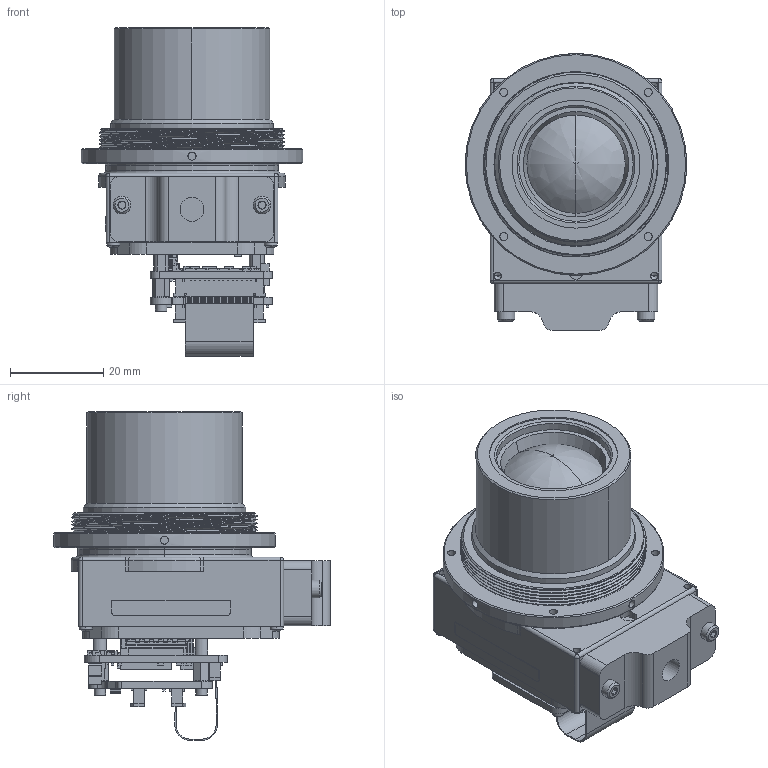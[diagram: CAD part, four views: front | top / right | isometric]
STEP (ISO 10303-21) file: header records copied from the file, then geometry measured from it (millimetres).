
FILE_DESCRIPTION (( 'STEP AP214' ), '1' );
FILE_NAME ('20-70061 Mechanical ICD, Viento HD10 MIPI, 25mm, RevA.STEP', '2024-06-24T20:59:46', ( '' ), ( '' ), 'SwSTEP 2.0', 'SolidWorks 2023', '' );
FILE_SCHEMA (( 'AUTOMOTIVE_DESIGN' ));
Length unit declared in the file: millimetre
Products named in the file (1): 20-70061 Mechanical ICD, Viento HD10 MIPI, 25mm, RevA
Bounding box: 47.5 x 59.28 x 70.45 mm (x, y, z)
Volume: 58109.3 mm3; surface area: 27724.9 mm2
Topology: 13 solids, 17 shells, 2895 faces, 7918 edges, 5207 vertices
Faces by surface type: plane 2262, cylinder 449, cone 103, bspline 42, torus 27, sphere 12
Full cylindrical faces by diameter (mm): 0.203 x3, 0.432 x7, 0.508 x2, 0.6 x6, 0.75 x2, 0.864 x3, 1.112 x2, 1.2 x2, 1.524 x4, 1.6 x6, 1.727 x8, 1.9 x4, 2.4 x2, 2.438 x2, 3.8 x2, 5.105 x1, 24.459 x1, 27.4 x1, 33.2 x1, 33.999 x1, 34.9 x1, 47.498 x1
Entity records: 102952 total; most frequent: CARTESIAN_POINT 29502, ORIENTED_EDGE 15556, DIRECTION 14379, EDGE_CURVE 7778, LINE 6491, VECTOR 6491, VERTEX_POINT 5176, AXIS2_PLACEMENT_3D 3944
